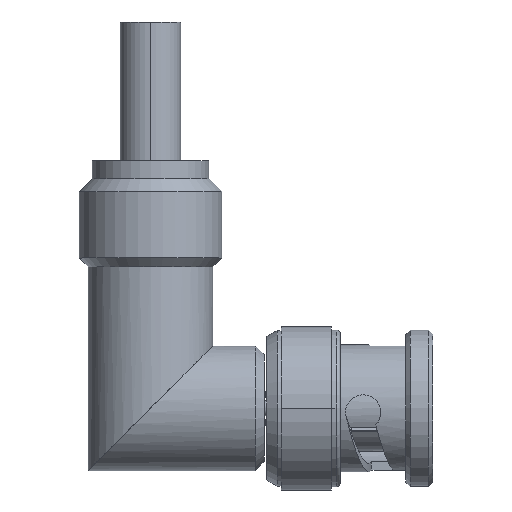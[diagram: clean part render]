
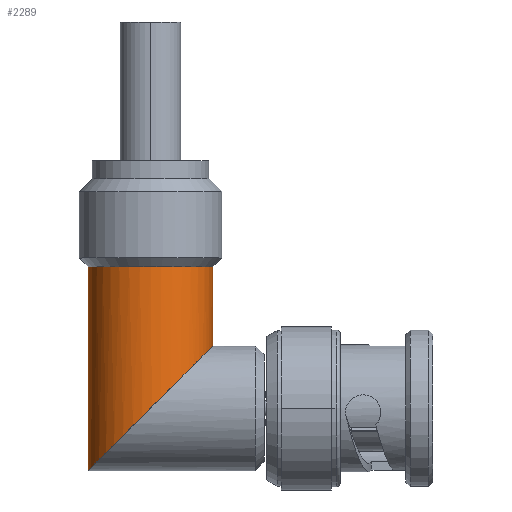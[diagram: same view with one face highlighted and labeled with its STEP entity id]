
A CAD part, top view. The second image highlights one B-rep face of the part: STEP entity #2289.
In plain terms, the highlighted cylindrical face has radius 5.55 mm (diameter 11.1 mm), a partial arc.
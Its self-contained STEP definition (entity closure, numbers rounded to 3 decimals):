
#2036=CARTESIAN_POINT('',(1.981,-5.55,0.));
#2060=CARTESIAN_POINT('',(13.081,5.55,0.));
#2067=CARTESIAN_POINT('',(13.081,5.55,0.));
#2068=CARTESIAN_POINT('',(13.081,5.55,0.327));
#2069=CARTESIAN_POINT('',(13.023,5.492,1.006));
#2070=CARTESIAN_POINT('',(12.728,5.197,2.049));
#2071=CARTESIAN_POINT('',(12.211,4.68,3.055));
#2072=CARTESIAN_POINT('',(11.484,3.953,3.953));
#2073=CARTESIAN_POINT('',(10.586,3.055,4.68));
#2074=CARTESIAN_POINT('',(9.748,2.217,5.111));
#2075=CARTESIAN_POINT('',(9.058,1.527,5.345));
#2076=CARTESIAN_POINT('',(8.54,1.009,5.466));
#2077=CARTESIAN_POINT('',(8.113,0.582,5.524));
#2078=CARTESIAN_POINT('',(7.778,0.247,5.546));
#2079=CARTESIAN_POINT('',(7.531,0.,5.552));
#2080=CARTESIAN_POINT('',(7.285,-0.247,
5.546));
#2081=CARTESIAN_POINT('',(6.949,-0.582,
5.524));
#2082=CARTESIAN_POINT('',(6.522,-1.009,5.466));
#2083=CARTESIAN_POINT('',(6.004,-1.527,5.345));
#2084=CARTESIAN_POINT('',(5.314,-2.217,5.111));
#2085=CARTESIAN_POINT('',(4.476,-3.055,4.68));
#2086=CARTESIAN_POINT('',(3.578,-3.953,3.953));
#2087=CARTESIAN_POINT('',(2.851,-4.68,3.055));
#2088=CARTESIAN_POINT('',(2.334,-5.197,2.049));
#2089=CARTESIAN_POINT('',(2.039,-5.492,1.006));
#2090=CARTESIAN_POINT('',(1.981,-5.55,0.327));
#2091=CARTESIAN_POINT('',(1.981,-5.55,0.));
#2093=DIRECTION('',(0.,1.,0.));
#2094=VECTOR('',#2093,18.136);
#2095=CARTESIAN_POINT('',(1.981,-5.55,0.));
#2096=LINE('',#2095,#2094);
#2097=CARTESIAN_POINT('',(7.531,12.586,0.));
#2098=DIRECTION('',(0.,1.,0.));
#2099=DIRECTION('',(-1.,0.,0.));
#2100=AXIS2_PLACEMENT_3D('',#2097,#2098,#2099);
#2102=DIRECTION('',(0.,1.,0.));
#2103=VECTOR('',#2102,7.036);
#2104=CARTESIAN_POINT('',(13.081,5.55,0.));
#2105=LINE('',#2104,#2103);
#2126=CARTESIAN_POINT('',(13.081,12.586,0.));
#2127=CARTESIAN_POINT('',(1.981,12.586,0.));
#2128=VERTEX_POINT('',#2126);
#2129=VERTEX_POINT('',#2127);
#2130=VERTEX_POINT('',#2060);
#2131=VERTEX_POINT('',#2036);
#2277=CARTESIAN_POINT('',(7.531,-6.483,0.));
#2278=DIRECTION('',(0.,1.,0.));
#2279=DIRECTION('',(-1.,0.,0.));
#2280=AXIS2_PLACEMENT_3D('',#2277,#2278,#2279);
#2281=CYLINDRICAL_SURFACE('',#2280,5.55);
#2283=ORIENTED_EDGE('',*,*,#2282,.T.);
#2284=ORIENTED_EDGE('',*,*,#2272,.T.);
#2285=ORIENTED_EDGE('',*,*,#2242,.T.);
#2286=ORIENTED_EDGE('',*,*,#2269,.F.);
#2287=EDGE_LOOP('',(#2283,#2284,#2285,#2286));
#2288=FACE_OUTER_BOUND('',#2287,.F.);
#2092=B_SPLINE_CURVE_WITH_KNOTS('',3,(#2067,#2068,#2069,#2070,#2071,#2072,#2073,
#2074,#2075,#2076,#2077,#2078,#2079,#2080,#2081,#2082,#2083,#2084,#2085,#2086,
#2087,#2088,#2089,#2090,#2091),.UNSPECIFIED.,.F.,.F.,(4,1,1,1,1,1,1,1,1,1,1,1,1,
1,1,1,1,1,1,1,1,1,4),(0.,0.063,0.125,0.188,0.25,0.313,0.375,
0.406,0.438,0.469,0.484,0.5,0.516,0.531,0.563,
0.594,0.625,0.688,0.75,0.813,0.875,0.938,1.),
.UNSPECIFIED.);
#2101=CIRCLE('',#2100,5.55);
#2242=EDGE_CURVE('',#2129,#2128,#2101,.T.);
#2269=EDGE_CURVE('',#2130,#2128,#2105,.T.);
#2272=EDGE_CURVE('',#2131,#2129,#2096,.T.);
#2282=EDGE_CURVE('',#2130,#2131,#2092,.T.);
#2289=ADVANCED_FACE('',(#2288),#2281,.T.);
